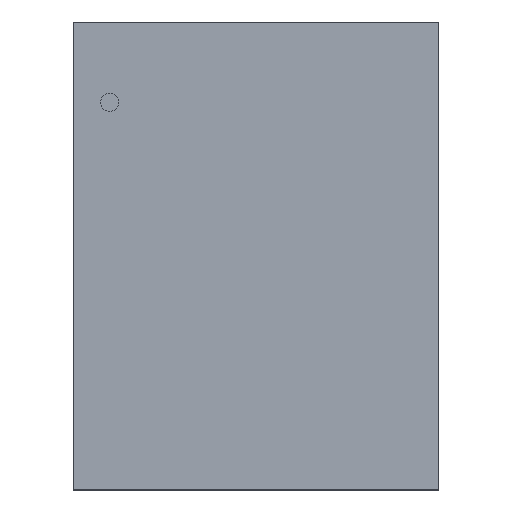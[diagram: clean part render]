
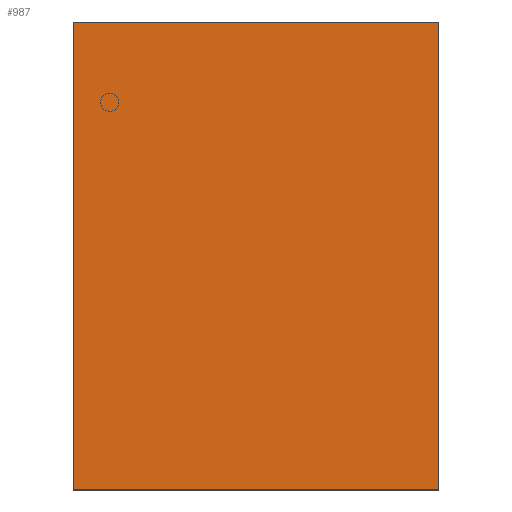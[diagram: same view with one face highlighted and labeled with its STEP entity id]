
A CAD part, top view. The second image highlights one B-rep face of the part: STEP entity #987.
In plain terms, the highlighted planar face has unit normal (0, 0, 1).
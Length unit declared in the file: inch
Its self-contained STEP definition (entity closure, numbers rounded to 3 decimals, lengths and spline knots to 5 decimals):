
#13 = FACE_OUTER_BOUND ( 'NONE', #113, .T. ) ;
#27 = VERTEX_POINT ( 'NONE', #741 ) ;
#34 = DIRECTION ( 'NONE',  ( 1., 0., 0. ) ) ;
#99 = EDGE_CURVE ( 'NONE', #147, #1043, #533, .T. ) ;
#113 = EDGE_LOOP ( 'NONE', ( #1156, #476, #598, #183 ) ) ;
#147 = VERTEX_POINT ( 'NONE', #1143 ) ;
#183 = ORIENTED_EDGE ( 'NONE', *, *, #313, .F. ) ;
#187 = LINE ( 'NONE', #1258, #190 ) ;
#190 = VECTOR ( 'NONE', #1061, 39.37008 ) ;
#202 = DIRECTION ( 'NONE',  ( 1., 0., 0. ) ) ;
#226 = CARTESIAN_POINT ( 'NONE',  ( -0.04921, 0.06299, 0.03201 ) ) ;
#313 = EDGE_CURVE ( 'NONE', #1043, #27, #187, .T. ) ;
#351 = VECTOR ( 'NONE', #34, 39.37008 ) ;
#390 = CARTESIAN_POINT ( 'NONE',  ( 0.04921, 0.06299, 0.03201 ) ) ;
#399 = PLANE ( 'NONE',  #1234 ) ;
#470 = CARTESIAN_POINT ( 'NONE',  ( -0.04921, -0.06299, 0.03201 ) ) ;
#476 = ORIENTED_EDGE ( 'NONE', *, *, #1101, .F. ) ;
#516 = DIRECTION ( 'NONE',  ( -1., 0., 0. ) ) ;
#533 = LINE ( 'NONE', #902, #351 ) ;
#598 = ORIENTED_EDGE ( 'NONE', *, *, #776, .F. ) ;
#612 = DIRECTION ( 'NONE',  ( 0., 1., 0. ) ) ;
#719 = LINE ( 'NONE', #226, #839 ) ;
#741 = CARTESIAN_POINT ( 'NONE',  ( 0.04921, -0.06299, 0.03201 ) ) ;
#776 = EDGE_CURVE ( 'NONE', #27, #879, #882, .T. ) ;
#785 = DIRECTION ( 'NONE',  ( 0., 0., 1. ) ) ;
#799 = CARTESIAN_POINT ( 'NONE',  ( -0.04921, -0.06299, 0.03201 ) ) ;
#839 = VECTOR ( 'NONE', #612, 39.37008 ) ;
#879 = VERTEX_POINT ( 'NONE', #470 ) ;
#882 = LINE ( 'NONE', #799, #968 ) ;
#902 = CARTESIAN_POINT ( 'NONE',  ( 0.04921, 0.06299, 0.03201 ) ) ;
#968 = VECTOR ( 'NONE', #516, 39.37008 ) ;
#987 = ADVANCED_FACE ( 'NONE', ( #13 ), #399, .T. ) ;
#1043 = VERTEX_POINT ( 'NONE', #390 ) ;
#1061 = DIRECTION ( 'NONE',  ( 0., -1., 0. ) ) ;
#1101 = EDGE_CURVE ( 'NONE', #879, #147, #719, .T. ) ;
#1143 = CARTESIAN_POINT ( 'NONE',  ( -0.04921, 0.06299, 0.03201 ) ) ;
#1156 = ORIENTED_EDGE ( 'NONE', *, *, #99, .F. ) ;
#1160 = CARTESIAN_POINT ( 'NONE',  ( -0.04921, -0.06299, 0.03201 ) ) ;
#1234 = AXIS2_PLACEMENT_3D ( 'NONE', #1160, #785, #202 ) ;
#1258 = CARTESIAN_POINT ( 'NONE',  ( 0.04921, -0.06299, 0.03201 ) ) ;
